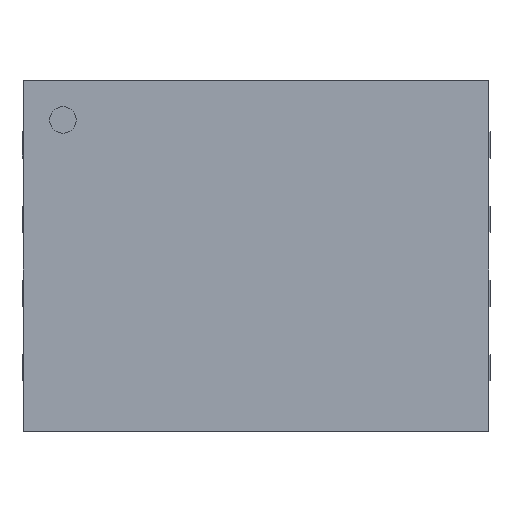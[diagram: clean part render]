
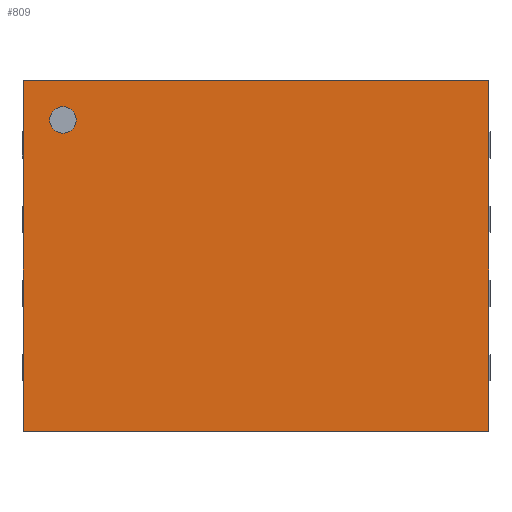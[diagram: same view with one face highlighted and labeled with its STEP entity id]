
A CAD part, top view. The second image highlights one B-rep face of the part: STEP entity #809.
In plain terms, the highlighted planar face has unit normal (0, 0, 1).
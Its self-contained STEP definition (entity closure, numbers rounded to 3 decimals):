
#58 = VECTOR ( 'NONE', #2580, 1000. ) ;
#534 = DIRECTION ( 'NONE',  ( -1., 0., 0. ) ) ;
#610 = EDGE_CURVE ( 'NONE', #2198, #1587, #967, .T. ) ;
#809 = ADVANCED_FACE ( 'NONE', ( #1268 ), #1656, .T. ) ;
#902 = EDGE_CURVE ( 'NONE', #2439, #2015, #2578, .T. ) ;
#950 = CARTESIAN_POINT ( 'NONE',  ( -3.975, -3., 0.75 ) ) ;
#952 = DIRECTION ( 'NONE',  ( 0., -1., 0. ) ) ;
#967 = LINE ( 'NONE', #1749, #1783 ) ;
#996 = LINE ( 'NONE', #1197, #58 ) ;
#1073 = ORIENTED_EDGE ( 'NONE', *, *, #1972, .F. ) ;
#1115 = ORIENTED_EDGE ( 'NONE', *, *, #1883, .F. ) ;
#1145 = CARTESIAN_POINT ( 'NONE',  ( -3.975, -3., 0.75 ) ) ;
#1197 = CARTESIAN_POINT ( 'NONE',  ( -3.975, 3., 0.75 ) ) ;
#1221 = ORIENTED_EDGE ( 'NONE', *, *, #902, .F. ) ;
#1268 = FACE_OUTER_BOUND ( 'NONE', #1315, .T. ) ;
#1315 = EDGE_LOOP ( 'NONE', ( #1645, #1073, #1221, #1115 ) ) ;
#1428 = DIRECTION ( 'NONE',  ( 1., 0., 0. ) ) ;
#1429 = CARTESIAN_POINT ( 'NONE',  ( 3.975, 3., 0.75 ) ) ;
#1468 = VECTOR ( 'NONE', #534, 1000. ) ;
#1475 = CARTESIAN_POINT ( 'NONE',  ( -3.975, 3., 0.75 ) ) ;
#1571 = AXIS2_PLACEMENT_3D ( 'NONE', #1475, #2270, #1428 ) ;
#1587 = VERTEX_POINT ( 'NONE', #1941 ) ;
#1645 = ORIENTED_EDGE ( 'NONE', *, *, #610, .F. ) ;
#1656 = PLANE ( 'NONE',  #1571 ) ;
#1695 = CARTESIAN_POINT ( 'NONE',  ( 3.975, -3., 0.75 ) ) ;
#1749 = CARTESIAN_POINT ( 'NONE',  ( 3.975, 3., 0.75 ) ) ;
#1783 = VECTOR ( 'NONE', #952, 1000. ) ;
#1835 = CARTESIAN_POINT ( 'NONE',  ( -3.975, 3., 0.75 ) ) ;
#1883 = EDGE_CURVE ( 'NONE', #1587, #2439, #2317, .T. ) ;
#1941 = CARTESIAN_POINT ( 'NONE',  ( 3.975, -3., 0.75 ) ) ;
#1972 = EDGE_CURVE ( 'NONE', #2015, #2198, #996, .T. ) ;
#2015 = VERTEX_POINT ( 'NONE', #1835 ) ;
#2198 = VERTEX_POINT ( 'NONE', #1429 ) ;
#2270 = DIRECTION ( 'NONE',  ( 0., 0., 1. ) ) ;
#2317 = LINE ( 'NONE', #1695, #1468 ) ;
#2370 = DIRECTION ( 'NONE',  ( 0., 1., 0. ) ) ;
#2439 = VERTEX_POINT ( 'NONE', #950 ) ;
#2578 = LINE ( 'NONE', #1145, #2586 ) ;
#2580 = DIRECTION ( 'NONE',  ( 1., 0., 0. ) ) ;
#2586 = VECTOR ( 'NONE', #2370, 1000. ) ;
